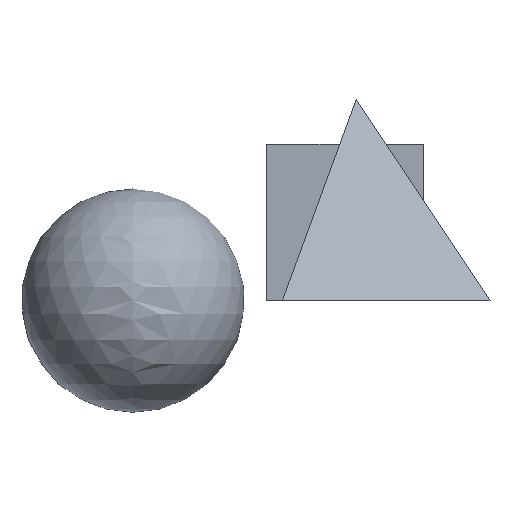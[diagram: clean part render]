
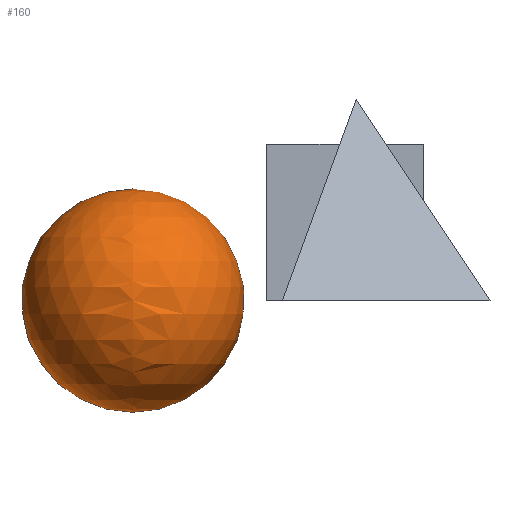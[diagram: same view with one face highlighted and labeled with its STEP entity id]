
A CAD part, left-side view. The second image highlights one B-rep face of the part: STEP entity #160.
In plain terms, the highlighted spherical face has radius 5 mm.
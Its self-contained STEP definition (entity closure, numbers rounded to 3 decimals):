
#65=FACE_OUTER_BOUND('',#76,.T.);
#76=EDGE_LOOP('',(#121,#122));
#87=CIRCLE('',#188,5.);
#88=VERTEX_POINT('',#245);
#89=VERTEX_POINT('',#246);
#102=EDGE_CURVE('',#88,#89,#87,.T.);
#121=ORIENTED_EDGE('',*,*,#102,.T.);
#122=ORIENTED_EDGE('',*,*,#102,.F.);
#159=SPHERICAL_SURFACE('',#187,5.);
#160=ADVANCED_FACE('',(#65),#159,.T.);
#187=AXIS2_PLACEMENT_3D('',#244,#201,#202);
#188=AXIS2_PLACEMENT_3D('',#247,#203,#204);
#201=DIRECTION('center_axis',(0.,0.,1.));
#202=DIRECTION('ref_axis',(1.,0.,0.));
#203=DIRECTION('center_axis',(0.,-1.,0.));
#204=DIRECTION('ref_axis',(-1.,0.,0.));
#244=CARTESIAN_POINT('Origin',(15.,15.,0.));
#245=CARTESIAN_POINT('',(15.,15.,5.));
#246=CARTESIAN_POINT('',(15.,15.,-5.));
#247=CARTESIAN_POINT('Origin',(15.,15.,0.));
